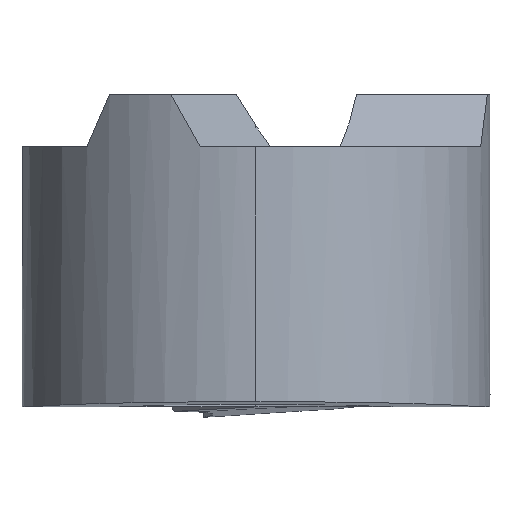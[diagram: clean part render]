
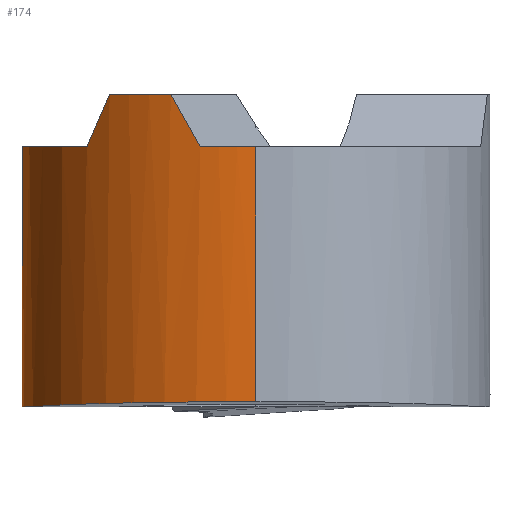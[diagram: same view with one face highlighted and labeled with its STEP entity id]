
A CAD part, left-side view. The second image highlights one B-rep face of the part: STEP entity #174.
In plain terms, the highlighted cylindrical face has radius 4.5 mm (diameter 9 mm), a partial arc.
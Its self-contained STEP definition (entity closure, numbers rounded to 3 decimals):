
#46=CYLINDRICAL_SURFACE('',#844,4.5);
#58=(
BOUNDED_CURVE()
B_SPLINE_CURVE(3,(#1298,#1299,#1300,#1301),.UNSPECIFIED.,.F.,.F.)
B_SPLINE_CURVE_WITH_KNOTS((4,4),(0.,1.),.UNSPECIFIED.)
CURVE()
GEOMETRIC_REPRESENTATION_ITEM()
RATIONAL_B_SPLINE_CURVE((1.,0.872,0.872,1.))
REPRESENTATION_ITEM('')
);
#59=(
BOUNDED_CURVE()
B_SPLINE_CURVE(3,(#1308,#1309,#1310,#1311),.UNSPECIFIED.,.F.,.F.)
B_SPLINE_CURVE_WITH_KNOTS((4,4),(0.,1.),.UNSPECIFIED.)
CURVE()
GEOMETRIC_REPRESENTATION_ITEM()
RATIONAL_B_SPLINE_CURVE((1.,0.999,0.999,1.))
REPRESENTATION_ITEM('')
);
#60=(
BOUNDED_CURVE()
B_SPLINE_CURVE(3,(#1315,#1316,#1317,#1318),.UNSPECIFIED.,.F.,.F.)
B_SPLINE_CURVE_WITH_KNOTS((4,4),(0.,1.),.UNSPECIFIED.)
CURVE()
GEOMETRIC_REPRESENTATION_ITEM()
RATIONAL_B_SPLINE_CURVE((1.,0.999,0.999,1.))
REPRESENTATION_ITEM('')
);
#61=(
BOUNDED_CURVE()
B_SPLINE_CURVE(3,(#1322,#1323,#1324,#1325),.UNSPECIFIED.,.F.,.F.)
B_SPLINE_CURVE_WITH_KNOTS((4,4),(0.,1.),.UNSPECIFIED.)
CURVE()
GEOMETRIC_REPRESENTATION_ITEM()
RATIONAL_B_SPLINE_CURVE((1.,0.999,0.999,1.))
REPRESENTATION_ITEM('')
);
#101=LINE('',#1304,#138);
#102=LINE('',#1329,#139);
#138=VECTOR('',#927,1.);
#139=VECTOR('',#936,1.);
#174=ADVANCED_FACE('',(#225),#46,.T.);
#225=FACE_OUTER_BOUND('',#267,.T.);
#267=EDGE_LOOP('',(#370,#371,#372,#373,#374,#375,#376,#377,#378,#379,#380));
#312=CIRCLE('',#839,4.5);
#313=CIRCLE('',#840,4.5);
#314=CIRCLE('',#841,4.5);
#315=CIRCLE('',#842,4.5);
#316=CIRCLE('',#843,4.5);
#370=ORIENTED_EDGE('',*,*,#674,.T.);
#371=ORIENTED_EDGE('',*,*,#675,.T.);
#372=ORIENTED_EDGE('',*,*,#676,.T.);
#373=ORIENTED_EDGE('',*,*,#677,.T.);
#374=ORIENTED_EDGE('',*,*,#678,.T.);
#375=ORIENTED_EDGE('',*,*,#679,.T.);
#376=ORIENTED_EDGE('',*,*,#680,.T.);
#377=ORIENTED_EDGE('',*,*,#681,.T.);
#378=ORIENTED_EDGE('',*,*,#682,.T.);
#379=ORIENTED_EDGE('',*,*,#683,.F.);
#380=ORIENTED_EDGE('',*,*,#684,.T.);
#594=VERTEX_POINT('',#1302);
#595=VERTEX_POINT('',#1303);
#596=VERTEX_POINT('',#1305);
#597=VERTEX_POINT('',#1307);
#598=VERTEX_POINT('',#1312);
#599=VERTEX_POINT('',#1314);
#600=VERTEX_POINT('',#1319);
#601=VERTEX_POINT('',#1321);
#602=VERTEX_POINT('',#1326);
#603=VERTEX_POINT('',#1328);
#604=VERTEX_POINT('',#1330);
#674=EDGE_CURVE('',#594,#595,#58,.T.);
#675=EDGE_CURVE('',#595,#596,#101,.T.);
#676=EDGE_CURVE('',#596,#597,#312,.T.);
#677=EDGE_CURVE('',#597,#598,#59,.T.);
#678=EDGE_CURVE('',#598,#599,#313,.T.);
#679=EDGE_CURVE('',#599,#600,#60,.T.);
#680=EDGE_CURVE('',#600,#601,#314,.T.);
#681=EDGE_CURVE('',#601,#602,#61,.T.);
#682=EDGE_CURVE('',#602,#603,#315,.T.);
#683=EDGE_CURVE('',#604,#603,#102,.T.);
#684=EDGE_CURVE('',#604,#594,#316,.T.);
#839=AXIS2_PLACEMENT_3D('',#1306,#928,#929);
#840=AXIS2_PLACEMENT_3D('',#1313,#930,#931);
#841=AXIS2_PLACEMENT_3D('',#1320,#932,#933);
#842=AXIS2_PLACEMENT_3D('',#1327,#934,#935);
#843=AXIS2_PLACEMENT_3D('',#1331,#937,#938);
#844=AXIS2_PLACEMENT_3D('',#1332,#939,#940);
#927=DIRECTION('',(0.,0.,1.));
#928=DIRECTION('',(0.,0.,-1.));
#929=DIRECTION('',(1.,0.,0.));
#930=DIRECTION('',(0.,0.,-1.));
#931=DIRECTION('',(1.,0.,0.));
#932=DIRECTION('',(0.,0.,-1.));
#933=DIRECTION('',(1.,0.,0.));
#934=DIRECTION('',(0.,0.,-1.));
#935=DIRECTION('',(1.,0.,0.));
#936=DIRECTION('',(0.,0.,1.));
#937=DIRECTION('',(0.,0.,1.));
#938=DIRECTION('',(-1.,0.,0.));
#939=DIRECTION('',(0.,0.,1.));
#940=DIRECTION('',(-1.,0.,0.));
#1298=CARTESIAN_POINT('',(-1.376,4.285,-5.1));
#1299=CARTESIAN_POINT('',(-3.306,3.665,-5.038));
#1300=CARTESIAN_POINT('',(-4.5,2.027,-5.));
#1301=CARTESIAN_POINT('',(-4.5,0.,-5.));
#1302=CARTESIAN_POINT('',(-1.376,4.285,-5.1));
#1303=CARTESIAN_POINT('',(-4.5,0.,-5.));
#1304=CARTESIAN_POINT('',(-4.5,0.,-5.45));
#1305=CARTESIAN_POINT('',(-4.5,0.,-0.1));
#1306=CARTESIAN_POINT('',(0.,0.,-0.1));
#1307=CARTESIAN_POINT('',(-4.371,1.072,-0.1));
#1308=CARTESIAN_POINT('',(-4.371,1.072,-0.1));
#1309=CARTESIAN_POINT('',(-4.324,1.263,0.228));
#1310=CARTESIAN_POINT('',(-4.264,1.452,0.562));
#1311=CARTESIAN_POINT('',(-4.192,1.635,0.9));
#1312=CARTESIAN_POINT('',(-4.192,1.635,0.9));
#1313=CARTESIAN_POINT('',(0.,0.,0.9));
#1314=CARTESIAN_POINT('',(-3.512,2.813,0.9));
#1315=CARTESIAN_POINT('',(-3.512,2.813,0.9));
#1316=CARTESIAN_POINT('',(-3.389,2.967,0.562));
#1317=CARTESIAN_POINT('',(-3.256,3.113,0.228));
#1318=CARTESIAN_POINT('',(-3.113,3.249,-0.1));
#1319=CARTESIAN_POINT('',(-3.113,3.249,-0.1));
#1320=CARTESIAN_POINT('',(0.,0.,-0.1));
#1321=CARTESIAN_POINT('',(3.113,3.249,-0.1));
#1322=CARTESIAN_POINT('',(3.113,3.249,-0.1));
#1323=CARTESIAN_POINT('',(3.256,3.113,0.228));
#1324=CARTESIAN_POINT('',(3.389,2.967,0.562));
#1325=CARTESIAN_POINT('',(3.512,2.813,0.9));
#1326=CARTESIAN_POINT('',(3.512,2.813,0.9));
#1327=CARTESIAN_POINT('',(0.,0.,0.9));
#1328=CARTESIAN_POINT('',(3.553,2.762,0.9));
#1329=CARTESIAN_POINT('',(3.553,2.762,-5.45));
#1330=CARTESIAN_POINT('',(3.553,2.762,-5.1));
#1331=CARTESIAN_POINT('',(0.,0.,-5.1));
#1332=CARTESIAN_POINT('',(0.,0.,-5.45));
